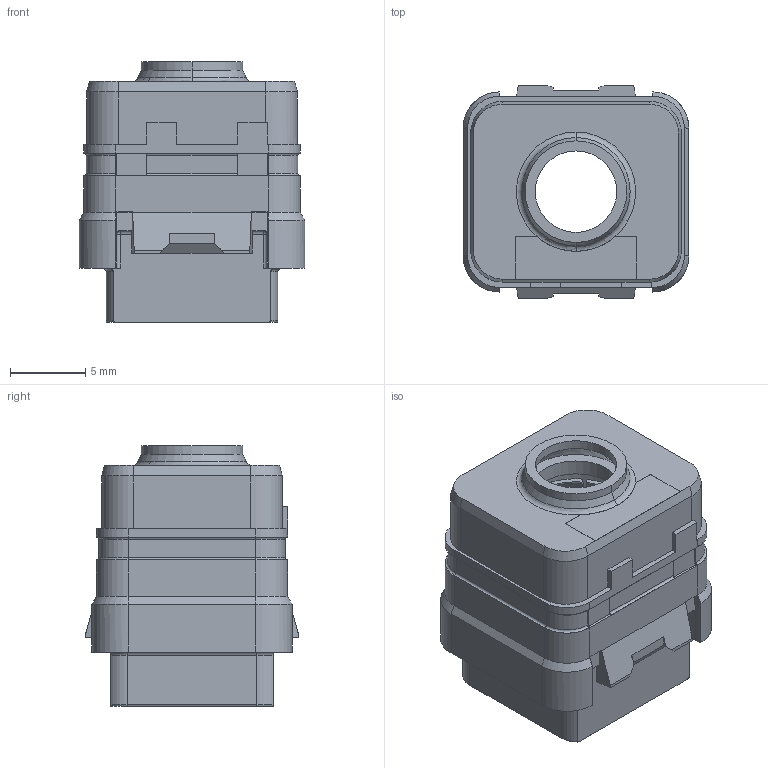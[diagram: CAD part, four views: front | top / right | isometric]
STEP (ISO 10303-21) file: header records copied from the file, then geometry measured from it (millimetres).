
FILE_DESCRIPTION((''),'2;1');
FILE_NAME('SIMM0118PB','2020-01-13T',('presta_be4'),(''),'CREO PARAMETRIC BY PTC INC, 2018360','CREO PARAMETRIC BY PTC INC, 2018360','');
FILE_SCHEMA(('CONFIG_CONTROL_DESIGN'));
Length unit declared in the file: millimetre
Products named in the file (1): SIMM0118PB
Bounding box: 15 x 14.15 x 17.34 mm (x, y, z)
Volume: 1709.1 mm3; surface area: 1890.8 mm2
Topology: 1 solids, 1 shells, 371 faces, 984 edges, 622 vertices
Faces by surface type: plane 199, cylinder 88, torus 48, cone 31, sphere 4, bspline 1
Entity records: 11802 total; most frequent: CARTESIAN_POINT 2485, ORIENTED_EDGE 1968, DIRECTION 1943, EDGE_CURVE 984, AXIS2_PLACEMENT_3D 675, VERTEX_POINT 622, VECTOR 593, LINE 593
